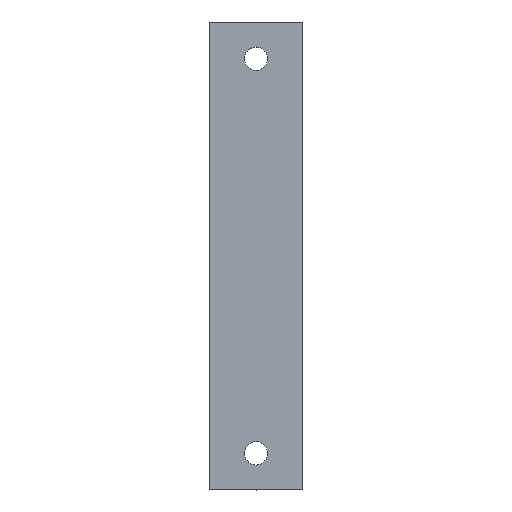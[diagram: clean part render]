
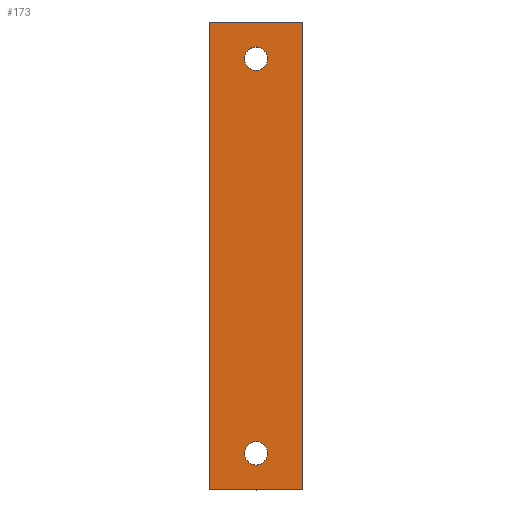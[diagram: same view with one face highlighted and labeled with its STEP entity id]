
A CAD part, top view. The second image highlights one B-rep face of the part: STEP entity #173.
In plain terms, the highlighted planar face has unit normal (0, 0, 1).
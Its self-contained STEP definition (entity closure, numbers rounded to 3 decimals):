
#173=ADVANCED_FACE('',(#466,#468,#470),#472,.T.);
#466=FACE_BOUND('',#467,.T.);
#467=EDGE_LOOP('',(#1025,#1026,#1027,#1028));
#468=FACE_BOUND('',#469,.T.);
#469=EDGE_LOOP('',(#1029));
#470=FACE_BOUND('',#471,.T.);
#471=EDGE_LOOP('',(#1030));
#472=PLANE('',#473);
#473=AXIS2_PLACEMENT_3D('',#474,#475,#476);
#474=CARTESIAN_POINT('',(-52.25,-60.,16.));
#475=DIRECTION('',(0.,0.,1.));
#476=DIRECTION('',(-1.,0.,0.));
#1025=ORIENTED_EDGE('',*,*,#1130,.T.);
#1026=ORIENTED_EDGE('',*,*,#1146,.T.);
#1027=ORIENTED_EDGE('',*,*,#1140,.T.);
#1028=ORIENTED_EDGE('',*,*,#1135,.T.);
#1029=ORIENTED_EDGE('',*,*,#1155,.T.);
#1030=ORIENTED_EDGE('',*,*,#1156,.T.);
#1130=EDGE_CURVE('',#1221,#1219,#1222,.F.);
#1135=EDGE_CURVE('',#1230,#1221,#1231,.T.);
#1140=EDGE_CURVE('',#1239,#1230,#1240,.F.);
#1146=EDGE_CURVE('',#1219,#1239,#1250,.T.);
#1155=EDGE_CURVE('',#1265,#1265,#1266,.F.);
#1156=EDGE_CURVE('',#1267,#1267,#1268,.F.);
#1219=VERTEX_POINT('',#1604);
#1221=VERTEX_POINT('',#1608);
#1222=LINE('',#1609,#1610);
#1230=VERTEX_POINT('',#1650);
#1231=LINE('',#1651,#1652);
#1239=VERTEX_POINT('',#1692);
#1240=LINE('',#1693,#1694);
#1250=LINE('',#1737,#1738);
#1265=VERTEX_POINT('',#2050);
#1266=CIRCLE('',#2051,3.);
#1267=VERTEX_POINT('',#2055);
#1268=CIRCLE('',#2056,3.);
#1604=CARTESIAN_POINT('',(-25.25,60.,16.));
#1608=CARTESIAN_POINT('',(-25.25,-60.,16.));
#1609=CARTESIAN_POINT('',(-25.25,60.,16.));
#1610=VECTOR('',#1611,1.);
#1611=DIRECTION('',(0.,-1.,0.));
#1650=CARTESIAN_POINT('',(-49.25,-60.,16.));
#1651=CARTESIAN_POINT('',(-49.25,-60.,16.));
#1652=VECTOR('',#1653,1.);
#1653=DIRECTION('',(1.,0.,0.));
#1692=CARTESIAN_POINT('',(-49.25,60.,16.));
#1693=CARTESIAN_POINT('',(-49.25,-60.,16.));
#1694=VECTOR('',#1695,1.);
#1695=DIRECTION('',(0.,1.,0.));
#1737=CARTESIAN_POINT('',(-25.25,60.,16.));
#1738=VECTOR('',#1739,1.);
#1739=DIRECTION('',(-1.,0.,0.));
#2050=CARTESIAN_POINT('',(-40.25,-50.6,16.));
#2051=AXIS2_PLACEMENT_3D('',#2052,#2053,#2054);
#2052=CARTESIAN_POINT('',(-37.25,-50.6,16.));
#2053=DIRECTION('',(0.,0.,1.));
#2054=DIRECTION('',(-1.,0.,0.));
#2055=CARTESIAN_POINT('',(-40.25,50.6,16.));
#2056=AXIS2_PLACEMENT_3D('',#2057,#2058,#2059);
#2057=CARTESIAN_POINT('',(-37.25,50.6,16.));
#2058=DIRECTION('',(0.,0.,1.));
#2059=DIRECTION('',(-1.,0.,0.));
